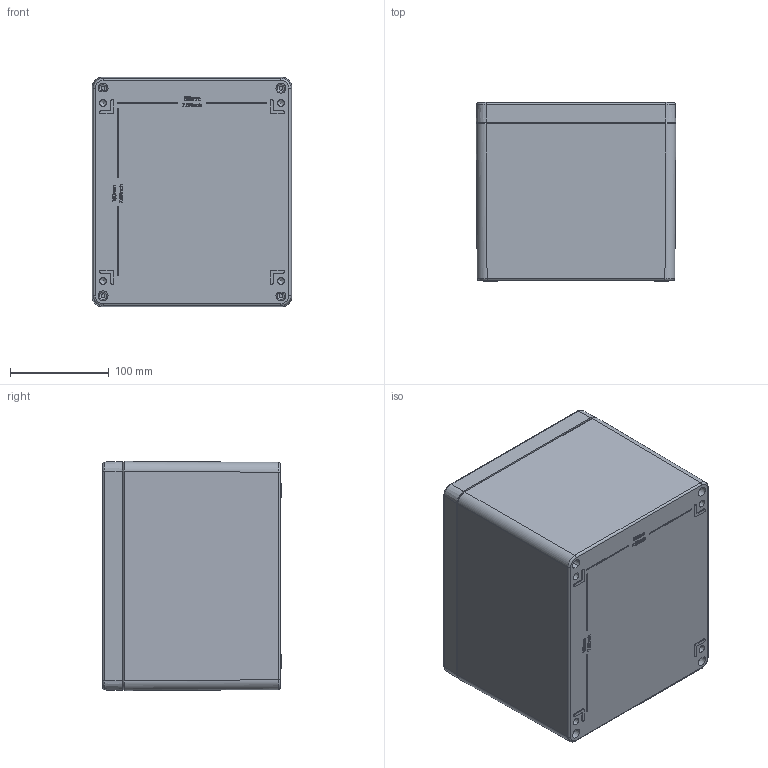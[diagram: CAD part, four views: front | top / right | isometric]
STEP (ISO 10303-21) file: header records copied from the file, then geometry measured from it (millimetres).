
FILE_DESCRIPTION (( 'STEP AP214' ), '1' );
FILE_NAME ('01232018.STEP', '2021-05-17T05:27:10', ( 'Ifina' ), ( 'Ifina' ), 'SwSTEP 2.0', 'SolidWorks 2020', '' );
FILE_SCHEMA (( 'AUTOMOTIVE_DESIGN' ));
Length unit declared in the file: millimetre
Products named in the file (5): 99999_790_F〉 Deckel 02060; 01232018; 93134; 01601_01-2-016010-01-0; 02060_Bearbeitung n. Zeichn. (01-2-021510-03-0)
Assembly tree (7 placements, depth 2):
  01232018
    01601_01-2-016010-01-0
    02060_Bearbeitung n. Zeichn. (01-2-021510-03-0)
    93134  x4
    99999_790_F〉 Deckel 02060
Bounding box: 202 x 181 x 232 mm (x, y, z)
Volume: 1450460 mm3; surface area: 524588.1 mm2
Topology: 7 solids, 7 shells, 1317 faces, 3176 edges, 2005 vertices
Faces by surface type: plane 589, bspline 340, cylinder 226, cone 99, torus 56, sphere 7
Full cylindrical faces by diameter (mm): 5 x11, 5.3 x4, 5.95 x5, 6 x4, 6.15 x5, 6.5 x11, 10 x4, 11 x1, 11.5 x4, 12 x1
Entity records: 52301 total; most frequent: CARTESIAN_POINT 26228, ORIENTED_EDGE 5656, DIRECTION 4374, EDGE_CURVE 2828, VERTEX_POINT 1845, LINE 1582, VECTOR 1582, EDGE_LOOP 1505
